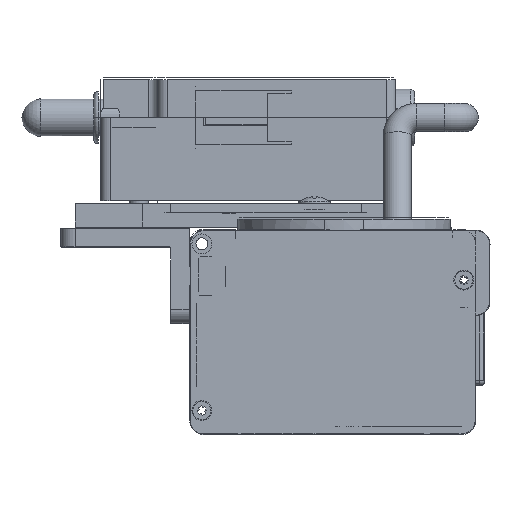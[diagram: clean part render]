
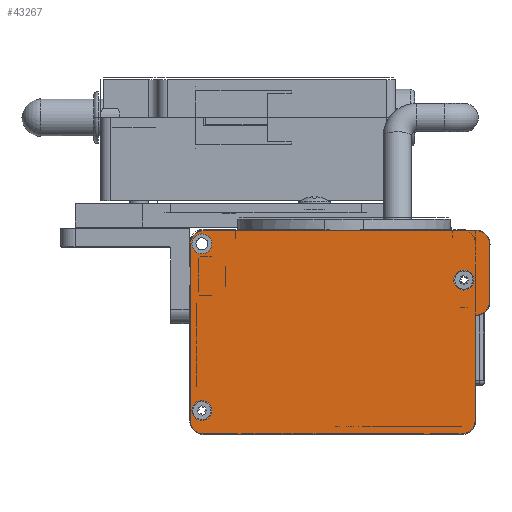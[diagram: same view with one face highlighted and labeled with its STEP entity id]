
A CAD part, front view. The second image highlights one B-rep face of the part: STEP entity #43267.
In plain terms, the highlighted planar face has unit normal (0, -1, 0).
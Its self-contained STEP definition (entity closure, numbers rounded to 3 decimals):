
#1329=FACE_BOUND('',#17296,.T.);
#1330=FACE_BOUND('',#17297,.T.);
#1331=FACE_BOUND('',#17298,.T.);
#2573=PLANE('',#45993);
#7490=LINE('',#72882,#12809);
#7491=LINE('',#72886,#12810);
#7492=LINE('',#72890,#12811);
#7493=LINE('',#72894,#12812);
#7494=LINE('',#72897,#12813);
#12809=VECTOR('',#56110,12.);
#12810=VECTOR('',#56113,57.);
#12811=VECTOR('',#56116,37.);
#12812=VECTOR('',#56119,54.);
#12813=VECTOR('',#56122,22.102);
#15225=FACE_OUTER_BOUND('',#17295,.T.);
#17295=EDGE_LOOP('',(#40845,#40846,#40847,#40848,#40849,#40850,#40851,#40852,
#40853,#40854));
#17296=EDGE_LOOP('',(#40855));
#17297=EDGE_LOOP('',(#40856));
#17298=EDGE_LOOP('',(#40857));
#18331=CIRCLE('',#45994,2.9);
#18332=CIRCLE('',#45995,2.9);
#18333=CIRCLE('',#45996,2.9);
#18334=CIRCLE('',#45997,2.9);
#18335=CIRCLE('',#45998,2.9);
#18336=CIRCLE('',#45999,2.1);
#18337=CIRCLE('',#46000,2.1);
#18338=CIRCLE('',#46001,2.1);
#23162=VERTEX_POINT('',#72878);
#23163=VERTEX_POINT('',#72879);
#23164=VERTEX_POINT('',#72881);
#23165=VERTEX_POINT('',#72883);
#23166=VERTEX_POINT('',#72885);
#23167=VERTEX_POINT('',#72887);
#23168=VERTEX_POINT('',#72889);
#23169=VERTEX_POINT('',#72891);
#23170=VERTEX_POINT('',#72893);
#23171=VERTEX_POINT('',#72895);
#23172=VERTEX_POINT('',#72898);
#23173=VERTEX_POINT('',#72900);
#23174=VERTEX_POINT('',#72902);
#29931=EDGE_CURVE('',#23162,#23163,#18331,.T.);
#29932=EDGE_CURVE('',#23163,#23164,#7490,.T.);
#29933=EDGE_CURVE('',#23164,#23165,#18332,.T.);
#29934=EDGE_CURVE('',#23165,#23166,#7491,.T.);
#29935=EDGE_CURVE('',#23166,#23167,#18333,.T.);
#29936=EDGE_CURVE('',#23167,#23168,#7492,.T.);
#29937=EDGE_CURVE('',#23168,#23169,#18334,.T.);
#29938=EDGE_CURVE('',#23169,#23170,#7493,.T.);
#29939=EDGE_CURVE('',#23170,#23171,#18335,.T.);
#29940=EDGE_CURVE('',#23171,#23162,#7494,.T.);
#29941=EDGE_CURVE('',#23172,#23172,#18336,.T.);
#29942=EDGE_CURVE('',#23173,#23173,#18337,.T.);
#29943=EDGE_CURVE('',#23174,#23174,#18338,.T.);
#40845=ORIENTED_EDGE('',*,*,#29931,.T.);
#40846=ORIENTED_EDGE('',*,*,#29932,.T.);
#40847=ORIENTED_EDGE('',*,*,#29933,.T.);
#40848=ORIENTED_EDGE('',*,*,#29934,.T.);
#40849=ORIENTED_EDGE('',*,*,#29935,.T.);
#40850=ORIENTED_EDGE('',*,*,#29936,.T.);
#40851=ORIENTED_EDGE('',*,*,#29937,.T.);
#40852=ORIENTED_EDGE('',*,*,#29938,.T.);
#40853=ORIENTED_EDGE('',*,*,#29939,.T.);
#40854=ORIENTED_EDGE('',*,*,#29940,.T.);
#40855=ORIENTED_EDGE('',*,*,#29941,.F.);
#40856=ORIENTED_EDGE('',*,*,#29942,.F.);
#40857=ORIENTED_EDGE('',*,*,#29943,.F.);
#43267=ADVANCED_FACE('',(#15225,#1329,#1330,#1331),#2573,.F.);
#45993=AXIS2_PLACEMENT_3D('',#72877,#56106,#56107);
#45994=AXIS2_PLACEMENT_3D('',#72880,#56108,#56109);
#45995=AXIS2_PLACEMENT_3D('',#72884,#56111,#56112);
#45996=AXIS2_PLACEMENT_3D('',#72888,#56114,#56115);
#45997=AXIS2_PLACEMENT_3D('',#72892,#56117,#56118);
#45998=AXIS2_PLACEMENT_3D('',#72896,#56120,#56121);
#45999=AXIS2_PLACEMENT_3D('',#72899,#56123,#56124);
#46000=AXIS2_PLACEMENT_3D('',#72901,#56125,#56126);
#46001=AXIS2_PLACEMENT_3D('',#72903,#56127,#56128);
#56106=DIRECTION('center_axis',(0.,1.,0.));
#56107=DIRECTION('ref_axis',(-1.,0.,0.));
#56108=DIRECTION('center_axis',(0.,-1.,0.));
#56109=DIRECTION('ref_axis',(0.707,0.,-0.707));
#56110=DIRECTION('',(0.,0.,1.));
#56111=DIRECTION('center_axis',(0.,-1.,0.));
#56112=DIRECTION('ref_axis',(0.707,0.,0.707));
#56113=DIRECTION('',(-1.,0.,0.));
#56114=DIRECTION('center_axis',(0.,-1.,0.));
#56115=DIRECTION('ref_axis',(-0.707,0.,0.707));
#56116=DIRECTION('',(0.,0.,-1.));
#56117=DIRECTION('center_axis',(0.,-1.,0.));
#56118=DIRECTION('ref_axis',(-0.707,0.,-0.707));
#56119=DIRECTION('',(1.,0.,0.));
#56120=DIRECTION('center_axis',(0.,-1.,0.));
#56121=DIRECTION('ref_axis',(0.707,0.,-0.707));
#56122=DIRECTION('',(0.,0.,1.));
#56123=DIRECTION('center_axis',(0.,-1.,0.));
#56124=DIRECTION('ref_axis',(-1.,0.,0.));
#56125=DIRECTION('center_axis',(0.,-1.,0.));
#56126=DIRECTION('ref_axis',(-1.,0.,0.));
#56127=DIRECTION('center_axis',(0.,-1.,0.));
#56128=DIRECTION('ref_axis',(-1.,0.,0.));
#72877=CARTESIAN_POINT('Origin',(0.,-52.,-13.402));
#72878=CARTESIAN_POINT('',(29.9,-52.,-9.8));
#72879=CARTESIAN_POINT('',(32.9,-52.,-6.902));
#72880=CARTESIAN_POINT('Origin',(30.,-52.,-6.902));
#72881=CARTESIAN_POINT('',(32.9,-52.,5.098));
#72882=CARTESIAN_POINT('',(32.9,-52.,-11.652));
#72883=CARTESIAN_POINT('',(30.,-52.,7.998));
#72884=CARTESIAN_POINT('Origin',(30.,-52.,5.098));
#72885=CARTESIAN_POINT('',(-27.,-52.,7.998));
#72886=CARTESIAN_POINT('',(-15.,-52.,7.998));
#72887=CARTESIAN_POINT('',(-29.9,-52.,5.098));
#72888=CARTESIAN_POINT('Origin',(-27.,-52.,5.098));
#72889=CARTESIAN_POINT('',(-29.9,-52.,-31.902));
#72890=CARTESIAN_POINT('',(-29.9,-52.,-24.152));
#72891=CARTESIAN_POINT('',(-27.,-52.,-34.802));
#72892=CARTESIAN_POINT('Origin',(-27.,-52.,-31.902));
#72893=CARTESIAN_POINT('',(27.,-52.,-34.802));
#72894=CARTESIAN_POINT('',(15.,-52.,-34.802));
#72895=CARTESIAN_POINT('',(29.9,-52.,-31.902));
#72896=CARTESIAN_POINT('Origin',(27.,-52.,-31.902));
#72897=CARTESIAN_POINT('',(29.9,-52.,-2.652));
#72898=CARTESIAN_POINT('',(-29.6,-52.,-29.802));
#72899=CARTESIAN_POINT('Origin',(-27.5,-52.,-29.802));
#72900=CARTESIAN_POINT('',(25.4,-52.,-2.402));
#72901=CARTESIAN_POINT('Origin',(27.5,-52.,-2.402));
#72902=CARTESIAN_POINT('',(-29.6,-52.,5.198));
#72903=CARTESIAN_POINT('Origin',(-27.5,-52.,5.198));
